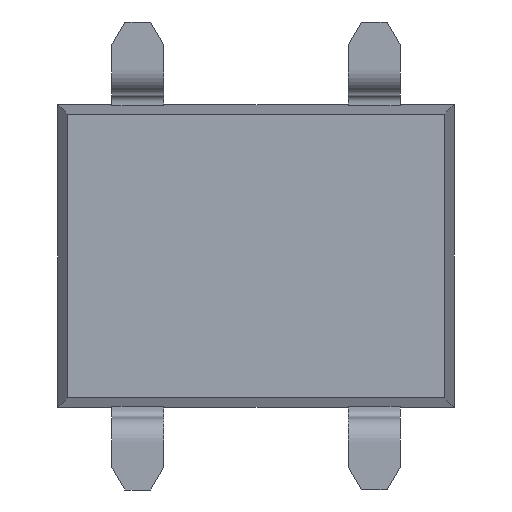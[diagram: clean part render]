
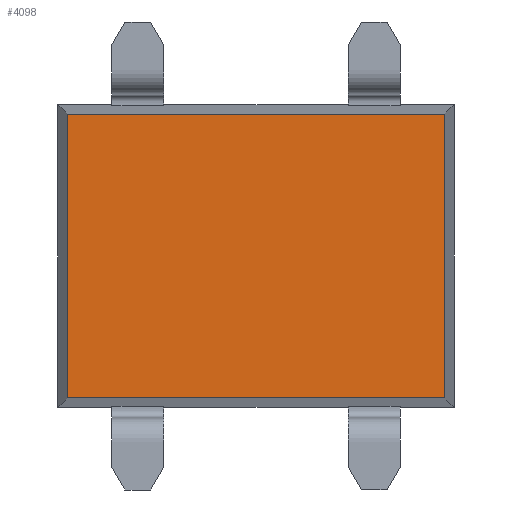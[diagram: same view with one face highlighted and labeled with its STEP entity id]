
A CAD part, front view. The second image highlights one B-rep face of the part: STEP entity #4098.
In plain terms, the highlighted planar face has unit normal (0, -1, 0).
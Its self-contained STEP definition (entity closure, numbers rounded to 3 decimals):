
#462 = DIRECTION ( 'NONE',  ( 0., 0., 1. ) ) ;
#495 = EDGE_CURVE ( 'NONE', #17205, #13193, #14814, .T. ) ;
#863 = EDGE_CURVE ( 'NONE', #18669, #8734, #10363, .T. ) ;
#878 = DIRECTION ( 'NONE',  ( -1., 0., 0. ) ) ;
#2313 = CARTESIAN_POINT ( 'NONE',  ( -1.512, 0.076, 0. ) ) ;
#3424 = CARTESIAN_POINT ( 'NONE',  ( 6.592, 0.076, 0. ) ) ;
#3655 = ORIENTED_EDGE ( 'NONE', *, *, #863, .T. ) ;
#4098 = ADVANCED_FACE ( 'NONE', ( #21073 ), #12841, .F. ) ;
#4446 = VECTOR ( 'NONE', #8957, 1000. ) ;
#5715 = LINE ( 'NONE', #18908, #14250 ) ;
#6077 = AXIS2_PLACEMENT_3D ( 'NONE', #20197, #8521, #462 ) ;
#8521 = DIRECTION ( 'NONE',  ( 0., 1., 0. ) ) ;
#8734 = VERTEX_POINT ( 'NONE', #15050 ) ;
#8869 = ORIENTED_EDGE ( 'NONE', *, *, #19194, .T. ) ;
#8957 = DIRECTION ( 'NONE',  ( 0., 0., -1. ) ) ;
#10363 = LINE ( 'NONE', #2313, #4446 ) ;
#11458 = DIRECTION ( 'NONE',  ( 0., 0., 1. ) ) ;
#12121 = DIRECTION ( 'NONE',  ( 1., 0., 0. ) ) ;
#12841 = PLANE ( 'NONE',  #6077 ) ;
#13193 = VERTEX_POINT ( 'NONE', #13589 ) ;
#13589 = CARTESIAN_POINT ( 'NONE',  ( 6.592, 0.076, -1.343 ) ) ;
#14250 = VECTOR ( 'NONE', #878, 1000. ) ;
#14814 = LINE ( 'NONE', #3424, #15810 ) ;
#15050 = CARTESIAN_POINT ( 'NONE',  ( -1.512, 0.076, -7.437 ) ) ;
#15467 = LINE ( 'NONE', #20570, #21202 ) ;
#15810 = VECTOR ( 'NONE', #11458, 1000. ) ;
#15970 = CARTESIAN_POINT ( 'NONE',  ( 6.592, 0.076, -7.437 ) ) ;
#16058 = ORIENTED_EDGE ( 'NONE', *, *, #19550, .T. ) ;
#17205 = VERTEX_POINT ( 'NONE', #15970 ) ;
#18353 = EDGE_LOOP ( 'NONE', ( #20045, #8869, #3655, #16058 ) ) ;
#18631 = CARTESIAN_POINT ( 'NONE',  ( -1.512, 0.076, -1.343 ) ) ;
#18669 = VERTEX_POINT ( 'NONE', #18631 ) ;
#18908 = CARTESIAN_POINT ( 'NONE',  ( 0., 0.076, -1.343 ) ) ;
#19194 = EDGE_CURVE ( 'NONE', #13193, #18669, #5715, .T. ) ;
#19550 = EDGE_CURVE ( 'NONE', #8734, #17205, #15467, .T. ) ;
#20045 = ORIENTED_EDGE ( 'NONE', *, *, #495, .T. ) ;
#20197 = CARTESIAN_POINT ( 'NONE',  ( 0., 0.076, 0. ) ) ;
#20570 = CARTESIAN_POINT ( 'NONE',  ( 0., 0.076, -7.437 ) ) ;
#21073 = FACE_OUTER_BOUND ( 'NONE', #18353, .T. ) ;
#21202 = VECTOR ( 'NONE', #12121, 1000. ) ;
